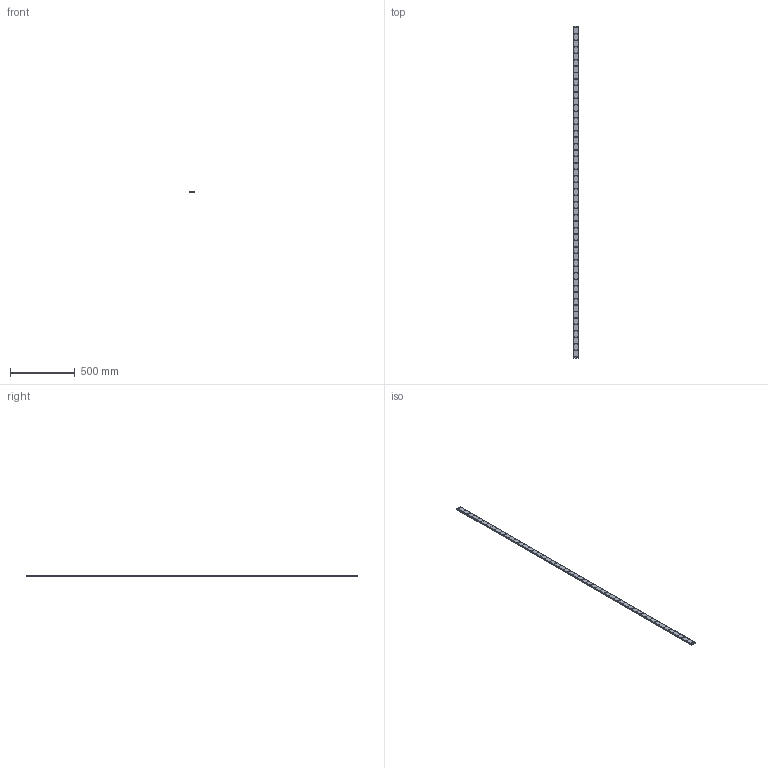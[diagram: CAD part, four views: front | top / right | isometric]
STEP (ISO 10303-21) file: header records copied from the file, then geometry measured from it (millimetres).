
FILE_DESCRIPTION(('STEP AP214'),'1');
FILE_NAME('cctmp_2FBEE3A2-2EA6-48B3-992B-F920E5004A7B_2021_03_02_15_28_49_0343..stp','2021-03-02T14:28:49',('HIWIN GmbH'),('CADClick - www.CADClick.com'),'Spatial InterOp 3D',' ','unknown authorization');
FILE_SCHEMA(('AUTOMOTIVE_DESIGN'));
Length unit declared in the file: millimetre
Products named in the file (1): WER21R2570H_FILE
Bounding box: 37 x 2570 x 11 mm (x, y, z)
Volume: 952033.3 mm3; surface area: 278481.3 mm2
Topology: 1 solids, 1 shells, 1039 faces, 2163 edges, 1442 vertices
Faces by surface type: cylinder 642, plane 397
Entity records: 36597 total; most frequent: DIRECTION 5527, CARTESIAN_POINT 4645, ORIENTED_EDGE 4326, AXIS2_PLACEMENT_3D 2324, EDGE_CURVE 2163, VERTEX_POINT 1442, EDGE_LOOP 1355, CIRCLE 1284
